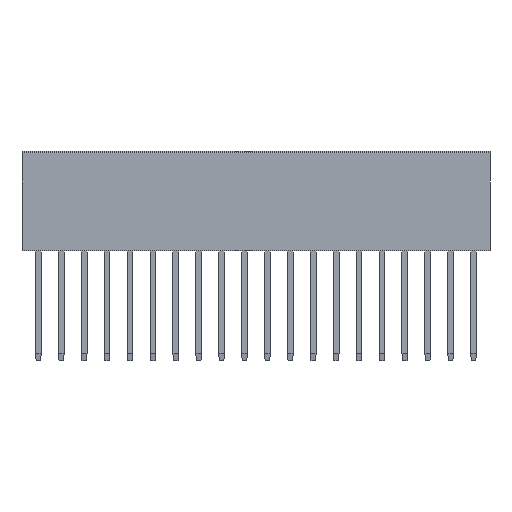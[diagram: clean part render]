
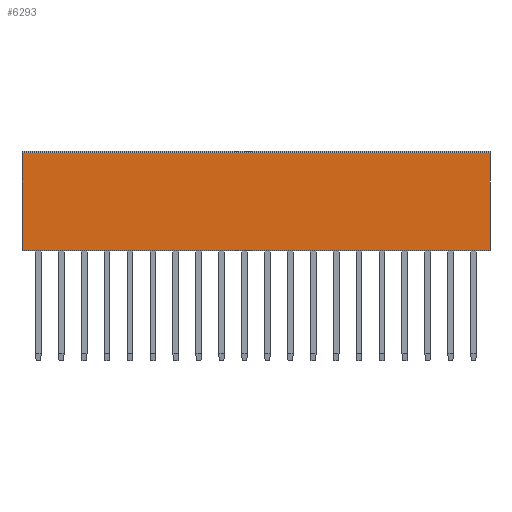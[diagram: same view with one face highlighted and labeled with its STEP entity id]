
A CAD part, front view. The second image highlights one B-rep face of the part: STEP entity #6293.
In plain terms, the highlighted planar face has unit normal (0, -1, 0).
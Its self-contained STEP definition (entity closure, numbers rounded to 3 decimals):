
#190=DIRECTION('',(1.,0.,0.));
#191=VECTOR('',#190,51.9);
#192=CARTESIAN_POINT('',(-25.95,-2.45,0.));
#193=LINE('19201',#192,#191);
#202=DIRECTION('',(0.,0.,-1.));
#203=VECTOR('',#202,10.85);
#204=CARTESIAN_POINT('',(-25.95,-2.45,10.85));
#205=LINE('19206',#204,#203);
#218=DIRECTION('',(0.,0.,1.));
#219=VECTOR('',#218,10.85);
#220=CARTESIAN_POINT('',(25.95,-2.45,0.));
#221=LINE('19209',#220,#219);
#234=DIRECTION('',(-1.,0.,0.));
#235=VECTOR('',#234,51.9);
#236=CARTESIAN_POINT('',(25.95,-2.45,10.85));
#237=LINE('19214',#236,#235);
#4878=CARTESIAN_POINT('',(-25.95,-2.45,0.));
#4880=VERTEX_POINT('',#4878);
#4882=CARTESIAN_POINT('',(25.95,-2.45,0.));
#4883=VERTEX_POINT('',#4882);
#4892=CARTESIAN_POINT('',(-25.95,-2.45,10.85));
#4893=VERTEX_POINT('',#4892);
#4902=CARTESIAN_POINT('',(25.95,-2.45,10.85));
#4903=VERTEX_POINT('',#4902);
#6278=CARTESIAN_POINT('',(0.,-2.45,5.425));
#6279=DIRECTION('',(0.,1.,0.));
#6280=DIRECTION('',(1.,0.,0.));
#6281=AXIS2_PLACEMENT_3D('',#6278,#6279,#6280);
#6282=PLANE('24892',#6281);
#6284=ORIENTED_EDGE('19201',*,*,#6283,.F.);
#6286=ORIENTED_EDGE('19206',*,*,#6285,.F.);
#6288=ORIENTED_EDGE('19214',*,*,#6287,.F.);
#6290=ORIENTED_EDGE('19209',*,*,#6289,.F.);
#6291=EDGE_LOOP('24892',(#6284,#6286,#6288,#6290));
#6292=FACE_OUTER_BOUND('24892',#6291,.F.);
#6283=EDGE_CURVE('19201',#4880,#4883,#193,.T.);
#6285=EDGE_CURVE('19206',#4893,#4880,#205,.T.);
#6287=EDGE_CURVE('19214',#4903,#4893,#237,.T.);
#6289=EDGE_CURVE('19209',#4883,#4903,#221,.T.);
#6293=ADVANCED_FACE('24892',(#6292),#6282,.F.);
